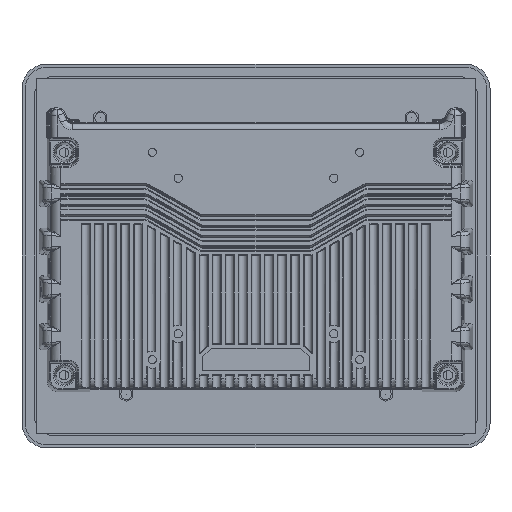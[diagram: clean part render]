
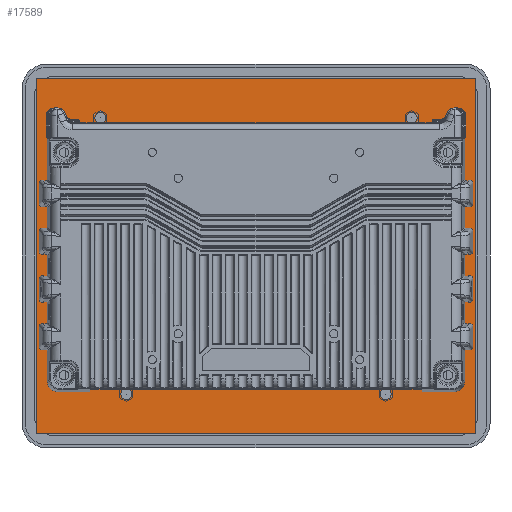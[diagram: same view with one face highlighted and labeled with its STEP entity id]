
A CAD part, front view. The second image highlights one B-rep face of the part: STEP entity #17589.
In plain terms, the highlighted face is planar.
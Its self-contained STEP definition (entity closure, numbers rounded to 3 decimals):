
#14941=DIRECTION('',(0.,0.,-1.));
#14942=VECTOR('',#14941,170.8);
#14943=CARTESIAN_POINT('',(-105.65,22.5,85.4));
#14944=LINE('',#14943,#14942);
#14945=DIRECTION('',(1.,0.,0.));
#14946=VECTOR('',#14945,211.3);
#14947=CARTESIAN_POINT('',(-105.65,22.5,-85.4));
#14948=LINE('',#14947,#14946);
#14949=DIRECTION('',(0.,0.,1.));
#14950=VECTOR('',#14949,170.8);
#14951=CARTESIAN_POINT('',(105.65,22.5,-85.4));
#14952=LINE('',#14951,#14950);
#14953=DIRECTION('',(-1.,0.,0.));
#14954=VECTOR('',#14953,211.3);
#14955=CARTESIAN_POINT('',(105.65,22.5,85.4));
#14956=LINE('',#14955,#14954);
#14957=DIRECTION('',(0.,0.,1.));
#14958=VECTOR('',#14957,121.41);
#14959=CARTESIAN_POINT('',(-99.63,22.5,-61.78));
#14960=LINE('',#14959,#14958);
#14961=CARTESIAN_POINT('',(-94.73,22.5,59.63));
#14962=DIRECTION('',(0.,1.,0.));
#14963=DIRECTION('',(-1.,0.,0.));
#14964=AXIS2_PLACEMENT_3D('',#14961,#14962,#14963);
#14966=DIRECTION('',(1.,0.,0.));
#14967=VECTOR('',#14966,7.73);
#14968=CARTESIAN_POINT('',(-94.73,22.5,64.53));
#14969=LINE('',#14968,#14967);
#14970=DIRECTION('',(0.,0.,-1.));
#14971=VECTOR('',#14970,2.73);
#14972=CARTESIAN_POINT('',(-87.,22.5,64.53));
#14973=LINE('',#14972,#14971);
#14974=DIRECTION('',(1.,0.,0.));
#14975=VECTOR('',#14974,174.);
#14976=CARTESIAN_POINT('',(-87.,22.5,61.8));
#14977=LINE('',#14976,#14975);
#14978=DIRECTION('',(0.,0.,1.));
#14979=VECTOR('',#14978,2.73);
#14980=CARTESIAN_POINT('',(87.,22.5,61.8));
#14981=LINE('',#14980,#14979);
#14982=DIRECTION('',(1.,0.,0.));
#14983=VECTOR('',#14982,7.73);
#14984=CARTESIAN_POINT('',(87.,22.5,64.53));
#14985=LINE('',#14984,#14983);
#14986=CARTESIAN_POINT('',(94.73,22.5,59.63));
#14987=DIRECTION('',(0.,1.,0.));
#14988=DIRECTION('',(0.,0.,1.));
#14989=AXIS2_PLACEMENT_3D('',#14986,#14987,#14988);
#14991=DIRECTION('',(0.,0.,-1.));
#14992=VECTOR('',#14991,121.41);
#14993=CARTESIAN_POINT('',(99.63,22.5,59.63));
#14994=LINE('',#14993,#14992);
#14995=CARTESIAN_POINT('',(96.88,22.5,-61.78));
#14996=DIRECTION('',(0.,1.,0.));
#14997=DIRECTION('',(1.,0.,0.));
#14998=AXIS2_PLACEMENT_3D('',#14995,#14996,#14997);
#15000=DIRECTION('',(-1.,0.,0.));
#15001=VECTOR('',#15000,8.38);
#15002=CARTESIAN_POINT('',(96.88,22.5,-64.53));
#15003=LINE('',#15002,#15001);
#15004=DIRECTION('',(0.,0.,1.));
#15005=VECTOR('',#15004,2.73);
#15006=CARTESIAN_POINT('',(88.5,22.5,-64.53));
#15007=LINE('',#15006,#15005);
#15008=DIRECTION('',(-1.,0.,0.));
#15009=VECTOR('',#15008,177.);
#15010=CARTESIAN_POINT('',(88.5,22.5,-61.8));
#15011=LINE('',#15010,#15009);
#15012=DIRECTION('',(0.,0.,-1.));
#15013=VECTOR('',#15012,2.73);
#15014=CARTESIAN_POINT('',(-88.5,22.5,-61.8));
#15015=LINE('',#15014,#15013);
#15016=DIRECTION('',(-1.,0.,0.));
#15017=VECTOR('',#15016,8.38);
#15018=CARTESIAN_POINT('',(-88.5,22.5,-64.53));
#15019=LINE('',#15018,#15017);
#15020=CARTESIAN_POINT('',(-96.88,22.5,-61.78));
#15021=DIRECTION('',(0.,1.,0.));
#15022=DIRECTION('',(0.,0.,-1.));
#15023=AXIS2_PLACEMENT_3D('',#15020,#15021,#15022);
#15025=CARTESIAN_POINT('',(-75.,22.5,-66.5));
#15026=DIRECTION('',(0.,1.,0.));
#15027=DIRECTION('',(1.,0.,0.));
#15028=AXIS2_PLACEMENT_3D('',#15025,#15026,#15027);
#15030=CARTESIAN_POINT('',(-75.,22.5,-66.5));
#15031=DIRECTION('',(0.,1.,0.));
#15032=DIRECTION('',(-1.,0.,0.));
#15033=AXIS2_PLACEMENT_3D('',#15030,#15031,#15032);
#15035=CARTESIAN_POINT('',(75.,22.5,-66.5));
#15036=DIRECTION('',(0.,1.,0.));
#15037=DIRECTION('',(1.,0.,0.));
#15038=AXIS2_PLACEMENT_3D('',#15035,#15036,#15037);
#15040=CARTESIAN_POINT('',(75.,22.5,-66.5));
#15041=DIRECTION('',(0.,1.,0.));
#15042=DIRECTION('',(-1.,0.,0.));
#15043=AXIS2_PLACEMENT_3D('',#15040,#15041,#15042);
#15045=CARTESIAN_POINT('',(-62.5,22.5,66.5));
#15046=DIRECTION('',(0.,1.,0.));
#15047=DIRECTION('',(1.,0.,0.));
#15048=AXIS2_PLACEMENT_3D('',#15045,#15046,#15047);
#15050=CARTESIAN_POINT('',(-62.5,22.5,66.5));
#15051=DIRECTION('',(0.,1.,0.));
#15052=DIRECTION('',(-1.,0.,0.));
#15053=AXIS2_PLACEMENT_3D('',#15050,#15051,#15052);
#15055=CARTESIAN_POINT('',(62.5,22.5,66.5));
#15056=DIRECTION('',(0.,1.,0.));
#15057=DIRECTION('',(1.,0.,0.));
#15058=AXIS2_PLACEMENT_3D('',#15055,#15056,#15057);
#15060=CARTESIAN_POINT('',(62.5,22.5,66.5));
#15061=DIRECTION('',(0.,1.,0.));
#15062=DIRECTION('',(-1.,0.,0.));
#15063=AXIS2_PLACEMENT_3D('',#15060,#15061,#15062);
#16336=CARTESIAN_POINT('',(-105.65,22.5,85.4));
#16337=VERTEX_POINT('',#16336);
#16338=CARTESIAN_POINT('',(105.65,22.5,85.4));
#16339=VERTEX_POINT('',#16338);
#16348=CARTESIAN_POINT('',(-105.65,22.5,-85.4));
#16349=VERTEX_POINT('',#16348);
#16438=CARTESIAN_POINT('',(105.65,22.5,-85.4));
#16439=VERTEX_POINT('',#16438);
#16540=CARTESIAN_POINT('',(-99.63,22.5,-61.78));
#16541=CARTESIAN_POINT('',(-99.63,22.5,59.63));
#16542=VERTEX_POINT('',#16540);
#16543=VERTEX_POINT('',#16541);
#16544=CARTESIAN_POINT('',(-94.73,22.5,64.53));
#16545=VERTEX_POINT('',#16544);
#16546=CARTESIAN_POINT('',(-87.,22.5,64.53));
#16547=VERTEX_POINT('',#16546);
#16548=CARTESIAN_POINT('',(-87.,22.5,61.8));
#16549=VERTEX_POINT('',#16548);
#16550=CARTESIAN_POINT('',(87.,22.5,61.8));
#16551=VERTEX_POINT('',#16550);
#16552=CARTESIAN_POINT('',(87.,22.5,64.53));
#16553=VERTEX_POINT('',#16552);
#16554=CARTESIAN_POINT('',(94.73,22.5,64.53));
#16555=VERTEX_POINT('',#16554);
#16556=CARTESIAN_POINT('',(99.63,22.5,59.63));
#16557=VERTEX_POINT('',#16556);
#16558=CARTESIAN_POINT('',(99.63,22.5,-61.78));
#16559=VERTEX_POINT('',#16558);
#16560=CARTESIAN_POINT('',(96.88,22.5,-64.53));
#16561=VERTEX_POINT('',#16560);
#16562=CARTESIAN_POINT('',(88.5,22.5,-64.53));
#16563=VERTEX_POINT('',#16562);
#16564=CARTESIAN_POINT('',(88.5,22.5,-61.8));
#16565=VERTEX_POINT('',#16564);
#16566=CARTESIAN_POINT('',(-88.5,22.5,-61.8));
#16567=VERTEX_POINT('',#16566);
#16568=CARTESIAN_POINT('',(-88.5,22.5,-64.53));
#16569=VERTEX_POINT('',#16568);
#16570=CARTESIAN_POINT('',(-96.88,22.5,-64.53));
#16571=VERTEX_POINT('',#16570);
#16572=CARTESIAN_POINT('',(-72.3,22.5,-66.5));
#16573=CARTESIAN_POINT('',(-77.7,22.5,-66.5));
#16574=VERTEX_POINT('',#16572);
#16575=VERTEX_POINT('',#16573);
#16576=CARTESIAN_POINT('',(77.7,22.5,-66.5));
#16577=CARTESIAN_POINT('',(72.3,22.5,-66.5));
#16578=VERTEX_POINT('',#16576);
#16579=VERTEX_POINT('',#16577);
#16580=CARTESIAN_POINT('',(-59.8,22.5,66.5));
#16581=CARTESIAN_POINT('',(-65.2,22.5,66.5));
#16582=VERTEX_POINT('',#16580);
#16583=VERTEX_POINT('',#16581);
#16584=CARTESIAN_POINT('',(65.2,22.5,66.5));
#16585=CARTESIAN_POINT('',(59.8,22.5,66.5));
#16586=VERTEX_POINT('',#16584);
#16587=VERTEX_POINT('',#16585);
#17520=CARTESIAN_POINT('',(0.,22.5,0.));
#17521=DIRECTION('',(0.,1.,0.));
#17522=DIRECTION('',(1.,0.,0.));
#17523=AXIS2_PLACEMENT_3D('',#17520,#17521,#17522);
#17524=PLANE('',#17523);
#17525=ORIENTED_EDGE('',*,*,#17228,.T.);
#17526=ORIENTED_EDGE('',*,*,#17359,.T.);
#17527=ORIENTED_EDGE('',*,*,#17397,.T.);
#17528=ORIENTED_EDGE('',*,*,#17189,.T.);
#17529=EDGE_LOOP('',(#17525,#17526,#17527,#17528));
#17530=FACE_OUTER_BOUND('',#17529,.F.);
#17532=ORIENTED_EDGE('',*,*,#17531,.T.);
#17534=ORIENTED_EDGE('',*,*,#17533,.T.);
#17536=ORIENTED_EDGE('',*,*,#17535,.T.);
#17538=ORIENTED_EDGE('',*,*,#17537,.T.);
#17540=ORIENTED_EDGE('',*,*,#17539,.T.);
#17542=ORIENTED_EDGE('',*,*,#17541,.T.);
#17544=ORIENTED_EDGE('',*,*,#17543,.T.);
#17546=ORIENTED_EDGE('',*,*,#17545,.T.);
#17548=ORIENTED_EDGE('',*,*,#17547,.T.);
#17550=ORIENTED_EDGE('',*,*,#17549,.T.);
#17552=ORIENTED_EDGE('',*,*,#17551,.T.);
#17554=ORIENTED_EDGE('',*,*,#17553,.T.);
#17556=ORIENTED_EDGE('',*,*,#17555,.T.);
#17558=ORIENTED_EDGE('',*,*,#17557,.T.);
#17560=ORIENTED_EDGE('',*,*,#17559,.T.);
#17562=ORIENTED_EDGE('',*,*,#17561,.T.);
#17563=EDGE_LOOP('',(#17532,#17534,#17536,#17538,#17540,#17542,#17544,#17546,
#17548,#17550,#17552,#17554,#17556,#17558,#17560,#17562));
#17564=FACE_BOUND('',#17563,.F.);
#17566=ORIENTED_EDGE('',*,*,#17565,.T.);
#17568=ORIENTED_EDGE('',*,*,#17567,.T.);
#17569=EDGE_LOOP('',(#17566,#17568));
#17570=FACE_BOUND('',#17569,.F.);
#17572=ORIENTED_EDGE('',*,*,#17571,.T.);
#17574=ORIENTED_EDGE('',*,*,#17573,.T.);
#17575=EDGE_LOOP('',(#17572,#17574));
#17576=FACE_BOUND('',#17575,.F.);
#17578=ORIENTED_EDGE('',*,*,#17577,.T.);
#17580=ORIENTED_EDGE('',*,*,#17579,.T.);
#17581=EDGE_LOOP('',(#17578,#17580));
#17582=FACE_BOUND('',#17581,.F.);
#17584=ORIENTED_EDGE('',*,*,#17583,.T.);
#17586=ORIENTED_EDGE('',*,*,#17585,.T.);
#17587=EDGE_LOOP('',(#17584,#17586));
#17588=FACE_BOUND('',#17587,.F.);
#14965=CIRCLE('',#14964,4.9);
#14990=CIRCLE('',#14989,4.9);
#14999=CIRCLE('',#14998,2.75);
#15024=CIRCLE('',#15023,2.75);
#15029=CIRCLE('',#15028,2.7);
#15034=CIRCLE('',#15033,2.7);
#15039=CIRCLE('',#15038,2.7);
#15044=CIRCLE('',#15043,2.7);
#15049=CIRCLE('',#15048,2.7);
#15054=CIRCLE('',#15053,2.7);
#15059=CIRCLE('',#15058,2.7);
#15064=CIRCLE('',#15063,2.7);
#17189=EDGE_CURVE('',#16339,#16337,#14956,.T.);
#17228=EDGE_CURVE('',#16337,#16349,#14944,.T.);
#17359=EDGE_CURVE('',#16349,#16439,#14948,.T.);
#17397=EDGE_CURVE('',#16439,#16339,#14952,.T.);
#17531=EDGE_CURVE('',#16542,#16543,#14960,.T.);
#17533=EDGE_CURVE('',#16543,#16545,#14965,.T.);
#17535=EDGE_CURVE('',#16545,#16547,#14969,.T.);
#17537=EDGE_CURVE('',#16547,#16549,#14973,.T.);
#17539=EDGE_CURVE('',#16549,#16551,#14977,.T.);
#17541=EDGE_CURVE('',#16551,#16553,#14981,.T.);
#17543=EDGE_CURVE('',#16553,#16555,#14985,.T.);
#17545=EDGE_CURVE('',#16555,#16557,#14990,.T.);
#17547=EDGE_CURVE('',#16557,#16559,#14994,.T.);
#17549=EDGE_CURVE('',#16559,#16561,#14999,.T.);
#17551=EDGE_CURVE('',#16561,#16563,#15003,.T.);
#17553=EDGE_CURVE('',#16563,#16565,#15007,.T.);
#17555=EDGE_CURVE('',#16565,#16567,#15011,.T.);
#17557=EDGE_CURVE('',#16567,#16569,#15015,.T.);
#17559=EDGE_CURVE('',#16569,#16571,#15019,.T.);
#17561=EDGE_CURVE('',#16571,#16542,#15024,.T.);
#17565=EDGE_CURVE('',#16574,#16575,#15029,.T.);
#17567=EDGE_CURVE('',#16575,#16574,#15034,.T.);
#17571=EDGE_CURVE('',#16578,#16579,#15039,.T.);
#17573=EDGE_CURVE('',#16579,#16578,#15044,.T.);
#17577=EDGE_CURVE('',#16582,#16583,#15049,.T.);
#17579=EDGE_CURVE('',#16583,#16582,#15054,.T.);
#17583=EDGE_CURVE('',#16586,#16587,#15059,.T.);
#17585=EDGE_CURVE('',#16587,#16586,#15064,.T.);
#17589=ADVANCED_FACE('',(#17530,#17564,#17570,#17576,#17582,#17588),#17524,.T.);
